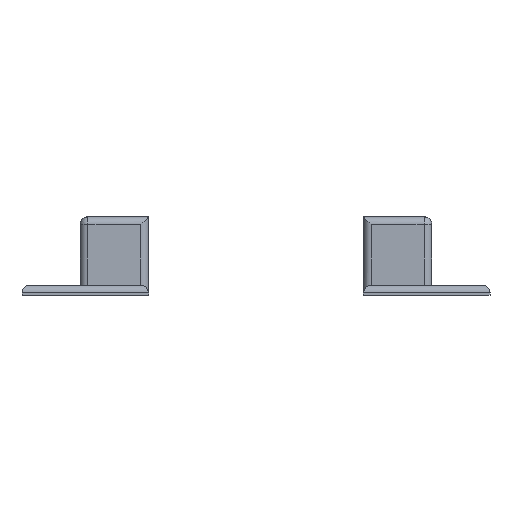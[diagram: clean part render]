
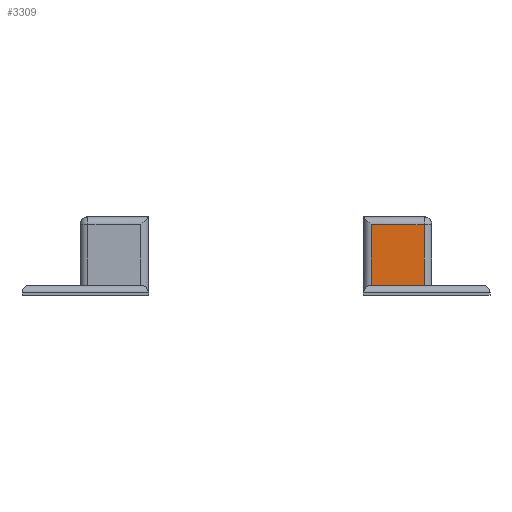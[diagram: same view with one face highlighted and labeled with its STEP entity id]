
A CAD part, front view. The second image highlights one B-rep face of the part: STEP entity #3309.
In plain terms, the highlighted planar face has unit normal (0, -1, 0).
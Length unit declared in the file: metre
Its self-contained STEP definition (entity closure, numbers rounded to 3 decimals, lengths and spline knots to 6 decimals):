
#173 = CARTESIAN_POINT ( 'NONE',  ( -0.032141, 0.229885, 0.0458 ) ) ;
#334 = CARTESIAN_POINT ( 'NONE',  ( -0.066591, 0.229885, 0.0458 ) ) ;
#409 = VECTOR ( 'NONE', #3898, 1. ) ;
#454 = LINE ( 'NONE', #4107, #1733 ) ;
#484 = EDGE_LOOP ( 'NONE', ( #3426, #2508, #3701, #1204 ) ) ;
#516 = AXIS2_PLACEMENT_3D ( 'NONE', #2731, #2354, #4006 ) ;
#910 = VERTEX_POINT ( 'NONE', #4214 ) ;
#1078 = DIRECTION ( 'NONE',  ( 1., 0., 0. ) ) ;
#1204 = ORIENTED_EDGE ( 'NONE', *, *, #3455, .T. ) ;
#1372 = EDGE_CURVE ( 'NONE', #3366, #2558, #1975, .T. ) ;
#1603 = EDGE_CURVE ( 'NONE', #2084, #3366, #2828, .T. ) ;
#1733 = VECTOR ( 'NONE', #1078, 1. ) ;
#1775 = CARTESIAN_POINT ( 'NONE',  ( -0.033491, 0.229885, 0.0458 ) ) ;
#1872 = VECTOR ( 'NONE', #2439, 1. ) ;
#1975 = LINE ( 'NONE', #2249, #3173 ) ;
#2084 = VERTEX_POINT ( 'NONE', #173 ) ;
#2249 = CARTESIAN_POINT ( 'NONE',  ( -0.066591, 0.229885, 0.05978 ) ) ;
#2331 = PLANE ( 'NONE',  #516 ) ;
#2354 = DIRECTION ( 'NONE',  ( 0., 1., 0. ) ) ;
#2439 = DIRECTION ( 'NONE',  ( 0., 0., 1. ) ) ;
#2508 = ORIENTED_EDGE ( 'NONE', *, *, #1372, .T. ) ;
#2558 = VERTEX_POINT ( 'NONE', #4023 ) ;
#2731 = CARTESIAN_POINT ( 'NONE',  ( -0.033491, 0.229885, 0.05978 ) ) ;
#2773 = CARTESIAN_POINT ( 'NONE',  ( -0.032141, 0.229885, 0.05978 ) ) ;
#2828 = LINE ( 'NONE', #1775, #409 ) ;
#2976 = DIRECTION ( 'NONE',  ( 0., 0., -1. ) ) ;
#3173 = VECTOR ( 'NONE', #2976, 1. ) ;
#3309 = ADVANCED_FACE ( 'NONE', ( #3698 ), #2331, .F. ) ;
#3366 = VERTEX_POINT ( 'NONE', #334 ) ;
#3426 = ORIENTED_EDGE ( 'NONE', *, *, #1603, .T. ) ;
#3455 = EDGE_CURVE ( 'NONE', #910, #2084, #3545, .T. ) ;
#3545 = LINE ( 'NONE', #2773, #1872 ) ;
#3698 = FACE_OUTER_BOUND ( 'NONE', #484, .T. ) ;
#3701 = ORIENTED_EDGE ( 'NONE', *, *, #3786, .T. ) ;
#3786 = EDGE_CURVE ( 'NONE', #2558, #910, #454, .T. ) ;
#3898 = DIRECTION ( 'NONE',  ( -1., 0., 0. ) ) ;
#4006 = DIRECTION ( 'NONE',  ( 0., 0., 1. ) ) ;
#4023 = CARTESIAN_POINT ( 'NONE',  ( -0.066591, 0.229885, 0.00635 ) ) ;
#4107 = CARTESIAN_POINT ( 'NONE',  ( -0.071591, 0.229885, 0.00635 ) ) ;
#4214 = CARTESIAN_POINT ( 'NONE',  ( -0.032141, 0.229885, 0.00635 ) ) ;
